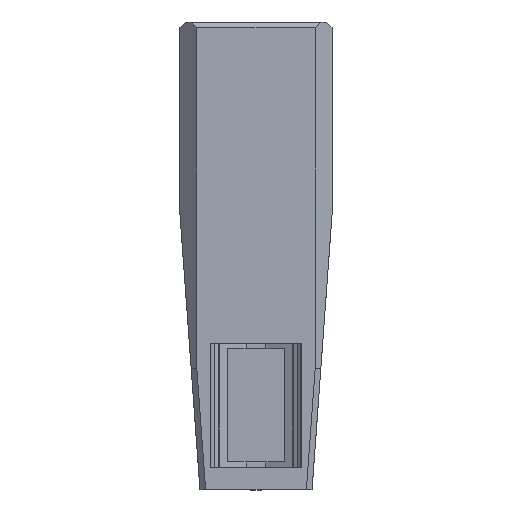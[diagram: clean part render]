
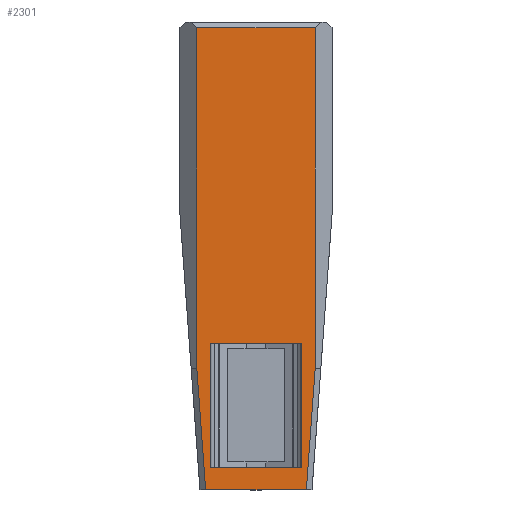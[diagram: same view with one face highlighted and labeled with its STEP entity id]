
A CAD part, top view. The second image highlights one B-rep face of the part: STEP entity #2301.
In plain terms, the highlighted planar face has unit normal (0, 0, 1).
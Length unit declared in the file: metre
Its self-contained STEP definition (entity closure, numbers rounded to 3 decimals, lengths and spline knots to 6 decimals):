
#141=LINE('',#3448,#399);
#142=LINE('',#3451,#400);
#143=LINE('',#3453,#401);
#144=LINE('',#3455,#402);
#145=LINE('',#3457,#403);
#146=LINE('',#3459,#404);
#147=LINE('',#3460,#405);
#148=LINE('',#3463,#406);
#149=LINE('',#3465,#407);
#150=LINE('',#3467,#408);
#399=VECTOR('',#2744,1.);
#400=VECTOR('',#2745,1.);
#401=VECTOR('',#2746,1.);
#402=VECTOR('',#2747,1.);
#403=VECTOR('',#2748,1.);
#404=VECTOR('',#2749,1.);
#405=VECTOR('',#2750,1.);
#406=VECTOR('',#2751,1.);
#407=VECTOR('',#2752,1.);
#408=VECTOR('',#2753,1.);
#608=PLANE('',#2463);
#814=ORIENTED_EDGE('',*,*,#1450,.T.);
#815=ORIENTED_EDGE('',*,*,#1451,.T.);
#816=ORIENTED_EDGE('',*,*,#1452,.T.);
#817=ORIENTED_EDGE('',*,*,#1453,.T.);
#818=ORIENTED_EDGE('',*,*,#1454,.F.);
#819=ORIENTED_EDGE('',*,*,#1455,.T.);
#820=ORIENTED_EDGE('',*,*,#1456,.F.);
#821=ORIENTED_EDGE('',*,*,#1457,.T.);
#822=ORIENTED_EDGE('',*,*,#1458,.T.);
#823=ORIENTED_EDGE('',*,*,#1459,.F.);
#1450=EDGE_CURVE('',#1766,#1767,#141,.T.);
#1451=EDGE_CURVE('',#1767,#1768,#142,.T.);
#1452=EDGE_CURVE('',#1768,#1769,#143,.T.);
#1453=EDGE_CURVE('',#1769,#1770,#144,.T.);
#1454=EDGE_CURVE('',#1771,#1770,#145,.T.);
#1455=EDGE_CURVE('',#1771,#1766,#146,.T.);
#1456=EDGE_CURVE('',#1772,#1773,#147,.T.);
#1457=EDGE_CURVE('',#1772,#1774,#148,.T.);
#1458=EDGE_CURVE('',#1774,#1775,#149,.T.);
#1459=EDGE_CURVE('',#1773,#1775,#150,.T.);
#1766=VERTEX_POINT('',#3449);
#1767=VERTEX_POINT('',#3450);
#1768=VERTEX_POINT('',#3452);
#1769=VERTEX_POINT('',#3454);
#1770=VERTEX_POINT('',#3456);
#1771=VERTEX_POINT('',#3458);
#1772=VERTEX_POINT('',#3461);
#1773=VERTEX_POINT('',#3462);
#1774=VERTEX_POINT('',#3464);
#1775=VERTEX_POINT('',#3466);
#1951=EDGE_LOOP('',(#814,#815,#816,#817,#818,#819));
#1952=EDGE_LOOP('',(#820,#821,#822,#823));
#2123=FACE_BOUND('',#1951,.T.);
#2124=FACE_BOUND('',#1952,.T.);
#2301=ADVANCED_FACE('',(#2123,#2124),#608,.T.);
#2463=AXIS2_PLACEMENT_3D('',#3447,#2742,#2743);
#2742=DIRECTION('',(0.,0.,1.));
#2743=DIRECTION('',(1.,0.,0.));
#2744=DIRECTION('',(0.,1.,0.));
#2745=DIRECTION('',(-1.,0.,0.));
#2746=DIRECTION('',(0.,-1.,0.));
#2747=DIRECTION('',(0.072,-0.997,0.));
#2748=DIRECTION('',(-1.,0.,0.));
#2749=DIRECTION('',(0.072,0.997,0.));
#2750=DIRECTION('',(0.,-1.,0.));
#2751=DIRECTION('',(1.,0.,0.));
#2752=DIRECTION('',(0.,-1.,0.));
#2753=DIRECTION('',(1.,0.,0.));
#3447=CARTESIAN_POINT('',(0.10175,-0.02075,0.042));
#3448=CARTESIAN_POINT('',(0.0105,-0.02075,0.042));
#3449=CARTESIAN_POINT('',(0.0105,0.139517,0.042));
#3450=CARTESIAN_POINT('',(0.0105,0.2,0.042));
#3451=CARTESIAN_POINT('',(0.10175,0.2,0.042));
#3452=CARTESIAN_POINT('',(-0.0105,0.2,0.042));
#3453=CARTESIAN_POINT('',(-0.0105,-0.02075,0.042));
#3454=CARTESIAN_POINT('',(-0.0105,0.139517,0.042));
#3455=CARTESIAN_POINT('',(0.001676,-0.028023,0.042));
#3456=CARTESIAN_POINT('',(-0.008936,0.118,0.042));
#3457=CARTESIAN_POINT('',(0.,0.118,0.042));
#3458=CARTESIAN_POINT('',(0.008936,0.118,0.042));
#3459=CARTESIAN_POINT('',(-0.000607,-0.013311,0.042));
#3460=CARTESIAN_POINT('',(-0.008088,0.144,0.042));
#3461=CARTESIAN_POINT('',(-0.008088,0.144,0.042));
#3462=CARTESIAN_POINT('',(-0.008088,0.122,0.042));
#3463=CARTESIAN_POINT('',(0.,0.144,0.042));
#3464=CARTESIAN_POINT('',(0.008088,0.144,0.042));
#3465=CARTESIAN_POINT('',(0.008088,0.144,0.042));
#3466=CARTESIAN_POINT('',(0.008088,0.122,0.042));
#3467=CARTESIAN_POINT('',(0.,0.122,0.042));
